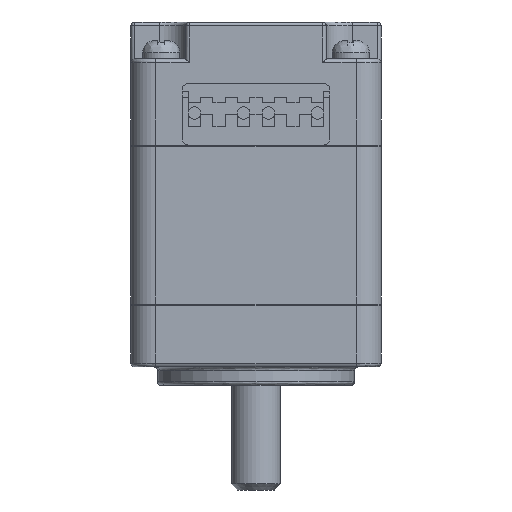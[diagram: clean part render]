
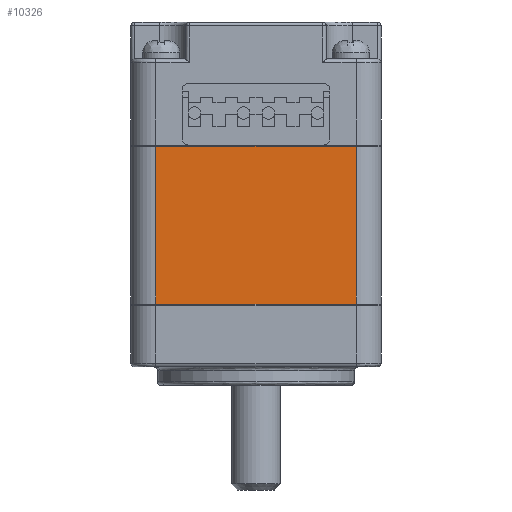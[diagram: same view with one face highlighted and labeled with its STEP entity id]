
A CAD part, front view. The second image highlights one B-rep face of the part: STEP entity #10326.
In plain terms, the highlighted planar face has unit normal (0, -1, 0).
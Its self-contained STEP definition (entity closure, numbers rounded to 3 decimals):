
#19 = ORIENTED_EDGE ( 'NONE', *, *, #2652, .F. ) ;
#278 = CARTESIAN_POINT ( 'NONE',  ( 0., -10.15, 17.9 ) ) ;
#666 = VERTEX_POINT ( 'NONE', #11820 ) ;
#1139 = DIRECTION ( 'NONE',  ( 0., 1., 0. ) ) ;
#1269 = VECTOR ( 'NONE', #13472, 1000. ) ;
#1329 = LINE ( 'NONE', #3913, #13670 ) ;
#2276 = FACE_OUTER_BOUND ( 'NONE', #8632, .T. ) ;
#2652 = EDGE_CURVE ( 'NONE', #666, #3137, #12895, .T. ) ;
#2747 = EDGE_CURVE ( 'NONE', #6674, #666, #8156, .T. ) ;
#2773 = EDGE_CURVE ( 'NONE', #5255, #6674, #10920, .T. ) ;
#3137 = VERTEX_POINT ( 'NONE', #8439 ) ;
#3497 = ORIENTED_EDGE ( 'NONE', *, *, #2747, .F. ) ;
#3913 = CARTESIAN_POINT ( 'NONE',  ( -10.15, -10.15, 5.1 ) ) ;
#5168 = DIRECTION ( 'NONE',  ( -1., 0., 0. ) ) ;
#5254 = CARTESIAN_POINT ( 'NONE',  ( -8.15, -10.15, 28. ) ) ;
#5255 = VERTEX_POINT ( 'NONE', #10652 ) ;
#5959 = ORIENTED_EDGE ( 'NONE', *, *, #12708, .F. ) ;
#6674 = VERTEX_POINT ( 'NONE', #13289 ) ;
#8156 = LINE ( 'NONE', #278, #13988 ) ;
#8227 = CARTESIAN_POINT ( 'NONE',  ( -10.15, -10.15, 28. ) ) ;
#8439 = CARTESIAN_POINT ( 'NONE',  ( 8.15, -10.15, 5.1 ) ) ;
#8632 = EDGE_LOOP ( 'NONE', ( #19, #3497, #11807, #5959 ) ) ;
#9644 = DIRECTION ( 'NONE',  ( 0., 0., 1. ) ) ;
#10014 = DIRECTION ( 'NONE',  ( 1., 0., 0. ) ) ;
#10326 = ADVANCED_FACE ( 'NONE', ( #2276 ), #10549, .F. ) ;
#10549 = PLANE ( 'NONE',  #11361 ) ;
#10652 = CARTESIAN_POINT ( 'NONE',  ( -8.15, -10.15, 5.1 ) ) ;
#10920 = LINE ( 'NONE', #5254, #1269 ) ;
#11361 = AXIS2_PLACEMENT_3D ( 'NONE', #8227, #1139, #9644 ) ;
#11646 = CARTESIAN_POINT ( 'NONE',  ( 8.15, -10.15, 28. ) ) ;
#11807 = ORIENTED_EDGE ( 'NONE', *, *, #2773, .F. ) ;
#11820 = CARTESIAN_POINT ( 'NONE',  ( 8.15, -10.15, 17.9 ) ) ;
#12534 = VECTOR ( 'NONE', #13913, 1000. ) ;
#12708 = EDGE_CURVE ( 'NONE', #3137, #5255, #1329, .T. ) ;
#12895 = LINE ( 'NONE', #11646, #12534 ) ;
#13289 = CARTESIAN_POINT ( 'NONE',  ( -8.15, -10.15, 17.9 ) ) ;
#13472 = DIRECTION ( 'NONE',  ( 0., 0., 1. ) ) ;
#13670 = VECTOR ( 'NONE', #5168, 1000. ) ;
#13913 = DIRECTION ( 'NONE',  ( 0., 0., -1. ) ) ;
#13988 = VECTOR ( 'NONE', #10014, 1000. ) ;
